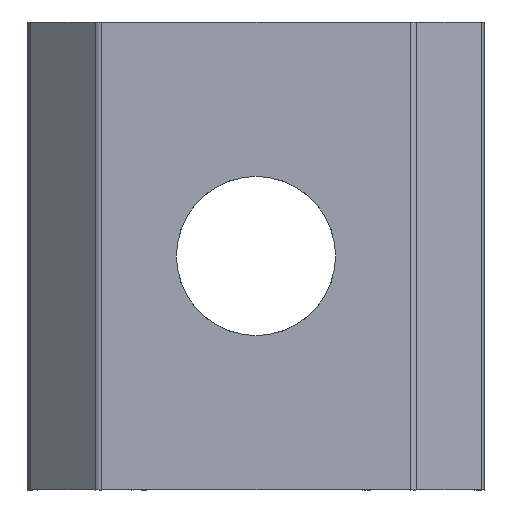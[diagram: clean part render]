
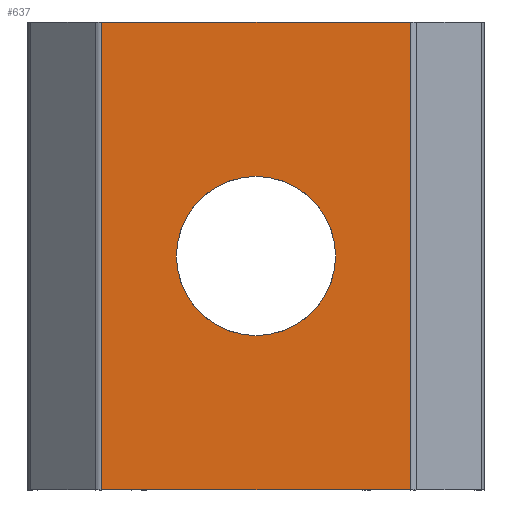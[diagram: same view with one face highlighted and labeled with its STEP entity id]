
A CAD part, front view. The second image highlights one B-rep face of the part: STEP entity #637.
In plain terms, the highlighted planar face has unit normal (0, -1, 0).
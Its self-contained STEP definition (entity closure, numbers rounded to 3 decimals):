
#115 = DIRECTION ( 'NONE',  ( 0., 0., -1. ) ) ;
#117 = DIRECTION ( 'NONE',  ( 0., -1., 0. ) ) ;
#118 = CARTESIAN_POINT ( 'NONE',  ( 0., -10.6, 10. ) ) ;
#126 = CARTESIAN_POINT ( 'NONE',  ( 6.584, -10.6, 0. ) ) ;
#158 = CARTESIAN_POINT ( 'NONE',  ( 0., -10.6, 6.6 ) ) ;
#170 = CARTESIAN_POINT ( 'NONE',  ( -6.584, -10.6, 20. ) ) ;
#172 = CARTESIAN_POINT ( 'NONE',  ( 6.584, -10.6, 20. ) ) ;
#188 = CARTESIAN_POINT ( 'NONE',  ( 0., -10.6, 13.4 ) ) ;
#194 = CARTESIAN_POINT ( 'NONE',  ( -6.584, -10.6, 0. ) ) ;
#212 = DIRECTION ( 'NONE',  ( 1., 0., 0. ) ) ;
#213 = DIRECTION ( 'NONE',  ( 0., -1., 0. ) ) ;
#215 = CARTESIAN_POINT ( 'NONE',  ( -6.584, -10.6, 0. ) ) ;
#216 = PLANE ( 'NONE',  #506 ) ;
#273 = DIRECTION ( 'NONE',  ( 0., 0., -1. ) ) ;
#279 = DIRECTION ( 'NONE',  ( 0., -1., 0. ) ) ;
#283 = CARTESIAN_POINT ( 'NONE',  ( 0., -10.6, 10. ) ) ;
#296 = DIRECTION ( 'NONE',  ( 1., 0., 0. ) ) ;
#297 = CARTESIAN_POINT ( 'NONE',  ( 0., -10.6, 0. ) ) ;
#324 = DIRECTION ( 'NONE',  ( -1., 0., 0. ) ) ;
#327 = CARTESIAN_POINT ( 'NONE',  ( 0., -10.6, 20. ) ) ;
#358 = DIRECTION ( 'NONE',  ( 0., 0., 1. ) ) ;
#359 = CARTESIAN_POINT ( 'NONE',  ( 6.584, -10.6, 0. ) ) ;
#369 = DIRECTION ( 'NONE',  ( 0., 0., -1. ) ) ;
#370 = CARTESIAN_POINT ( 'NONE',  ( -6.584, -10.6, 0. ) ) ;
#418 = AXIS2_PLACEMENT_3D ( 'NONE', #283, #279, #273 ) ;
#421 = VECTOR ( 'NONE', #296, 1000. ) ;
#426 = CIRCLE ( 'NONE', #418, 3.4 ) ;
#433 = VECTOR ( 'NONE', #358, 1000. ) ;
#437 = VECTOR ( 'NONE', #369, 1000. ) ;
#446 = VECTOR ( 'NONE', #324, 1000. ) ;
#498 = CIRCLE ( 'NONE', #511, 3.4 ) ;
#506 = AXIS2_PLACEMENT_3D ( 'NONE', #215, #213, #212 ) ;
#511 = AXIS2_PLACEMENT_3D ( 'NONE', #118, #117, #115 ) ;
#573 = EDGE_CURVE ( 'NONE', #700, #702, #837, .T. ) ;
#580 = EDGE_CURVE ( 'NONE', #702, #674, #828, .T. ) ;
#583 = EDGE_CURVE ( 'NONE', #733, #700, #827, .T. ) ;
#594 = EDGE_CURVE ( 'NONE', #674, #733, #818, .T. ) ;
#596 = EDGE_CURVE ( 'NONE', #709, #680, #426, .T. ) ;
#637 = ADVANCED_FACE ( 'NONE', ( #909, #840 ), #216, .T. ) ;
#674 = VERTEX_POINT ( 'NONE', #194 ) ;
#680 = VERTEX_POINT ( 'NONE', #188 ) ;
#700 = VERTEX_POINT ( 'NONE', #172 ) ;
#702 = VERTEX_POINT ( 'NONE', #170 ) ;
#709 = VERTEX_POINT ( 'NONE', #158 ) ;
#724 = EDGE_LOOP ( 'NONE', ( #1008, #1012, #1013, #1010 ) ) ;
#733 = VERTEX_POINT ( 'NONE', #126 ) ;
#753 = EDGE_CURVE ( 'NONE', #680, #709, #498, .T. ) ;
#818 = LINE ( 'NONE', #297, #421 ) ;
#827 = LINE ( 'NONE', #359, #433 ) ;
#828 = LINE ( 'NONE', #370, #437 ) ;
#837 = LINE ( 'NONE', #327, #446 ) ;
#840 = FACE_OUTER_BOUND ( 'NONE', #724, .T. ) ;
#909 = FACE_BOUND ( 'NONE', #1018, .T. ) ;
#1008 = ORIENTED_EDGE ( 'NONE', *, *, #594, .T. ) ;
#1009 = ORIENTED_EDGE ( 'NONE', *, *, #596, .F. ) ;
#1010 = ORIENTED_EDGE ( 'NONE', *, *, #580, .T. ) ;
#1011 = ORIENTED_EDGE ( 'NONE', *, *, #753, .F. ) ;
#1012 = ORIENTED_EDGE ( 'NONE', *, *, #583, .T. ) ;
#1013 = ORIENTED_EDGE ( 'NONE', *, *, #573, .T. ) ;
#1018 = EDGE_LOOP ( 'NONE', ( #1009, #1011 ) ) ;
